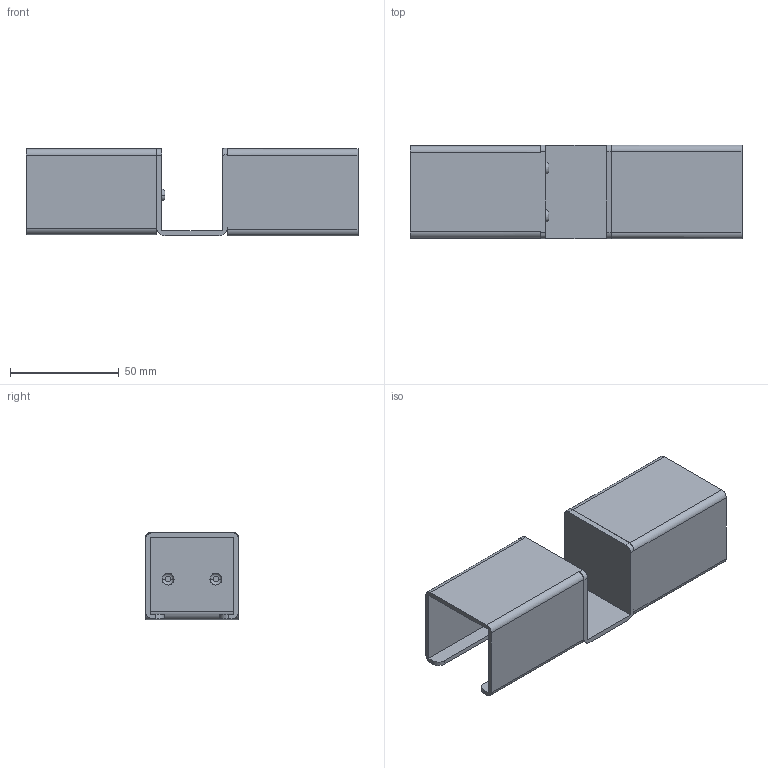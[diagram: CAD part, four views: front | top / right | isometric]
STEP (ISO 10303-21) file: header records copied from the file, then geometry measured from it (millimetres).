
FILE_DESCRIPTION (( 'STEP AP214' ), '1' );
FILE_NAME ('B341 Êðîíøòåéí äëÿ àëþìèíèåâîé íàïðàâëÿþùåé òèï E.STEP', '2023-11-16T12:29:48', ( '' ), ( '' ), 'SwSTEP 2.0', 'SolidWorks 2022', '' );
FILE_SCHEMA (( 'AUTOMOTIVE_DESIGN' ));
Length unit declared in the file: millimetre
Products named in the file (2): B341 Кронштейн для алюминиевой направляющей тип E; B341 Кронштейн для алюминиевой направляющей тип E_00
Assembly tree (1 placements, depth 2):
  B341 Кронштейн для алюминиевой направляющей тип E
    B341 Кронштейн для алюминиевой направляющей тип E_00
Bounding box: 152.58 x 43.1 x 40.4 mm (x, y, z)
Volume: 43218.3 mm3; surface area: 41283.6 mm2
Topology: 1 solids, 1 shells, 74 faces, 198 edges, 130 vertices
Faces by surface type: plane 44, cylinder 22, bspline 8
Entity records: 3474 total; most frequent: CARTESIAN_POINT 738, ORIENTED_EDGE 396, DIRECTION 390, EDGE_CURVE 198, AXIS2_PLACEMENT_3D 134, VERTEX_POINT 130, LINE 122, VECTOR 122
